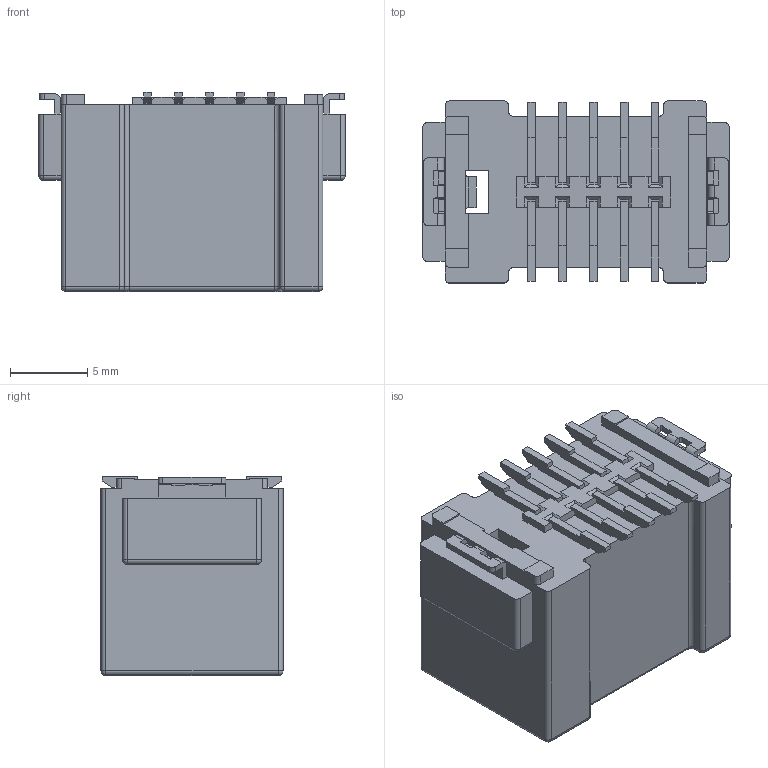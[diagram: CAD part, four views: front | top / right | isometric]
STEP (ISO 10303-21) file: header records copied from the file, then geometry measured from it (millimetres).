
FILE_DESCRIPTION((''),'2;1');
FILE_NAME('020_D_2ROW_10M_VTC_HSG_REV0_4','2019-10-29T',('drkoo'),(''),'CREO PARAMETRIC BY PTC INC, 2017300','CREO PARAMETRIC BY PTC INC, 2017300','');
FILE_SCHEMA(('CONFIG_CONTROL_DESIGN'));
Length unit declared in the file: millimetre
Products named in the file (1): 020_D_2ROW_10M_VTC_HSG_REV0_4
Bounding box: 19.85 x 11.8 x 12.9 mm (x, y, z)
Volume: 1180.1 mm3; surface area: 2029.9 mm2
Topology: 1 solids, 1 shells, 764 faces, 2048 edges, 1254 vertices
Faces by surface type: plane 442, cylinder 230, sphere 30, cone 24, torus 22, bspline 16
Entity records: 23986 total; most frequent: CARTESIAN_POINT 5252, ORIENTED_EDGE 4020, DIRECTION 3724, EDGE_CURVE 2010, VECTOR 1472, LINE 1472, VERTEX_POINT 1254, AXIS2_PLACEMENT_3D 1126
